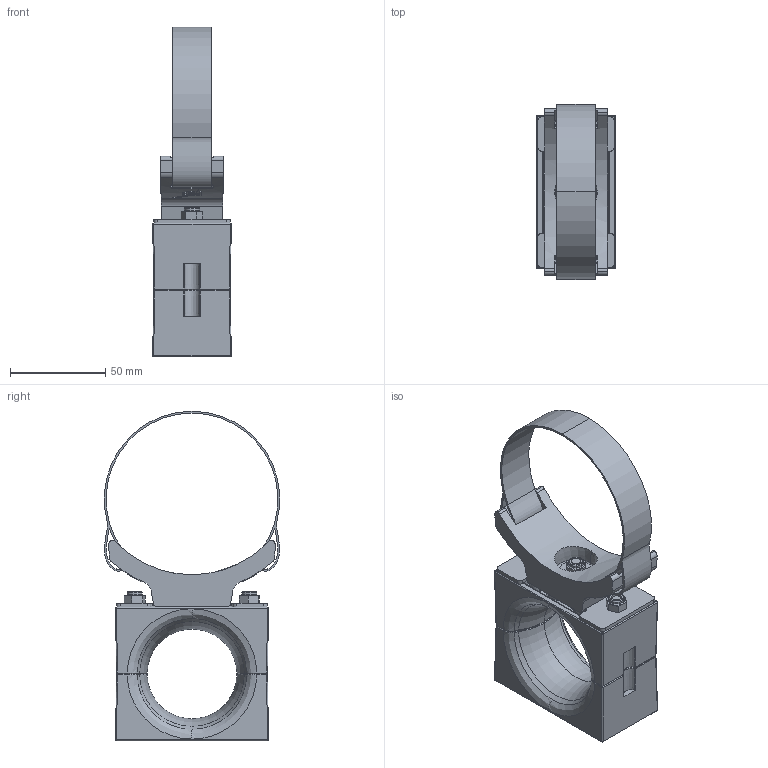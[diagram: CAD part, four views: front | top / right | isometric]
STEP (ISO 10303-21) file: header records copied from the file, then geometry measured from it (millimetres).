
FILE_DESCRIPTION (( 'STEP AP203' ), '1' );
FILE_NAME ('P8241-1.STEP', '2020-11-18T14:46:18', ( '' ), ( '' ), 'SwSTEP 2.0', 'SolidWorks 2019', '' );
FILE_SCHEMA (( 'CONFIG_CONTROL_DESIGN' ));
Length unit declared in the file: millimetre
Products named in the file (1): P8241-1
Bounding box: 41.2 x 91.77 x 172.62 mm (x, y, z)
Volume: 115100.3 mm3; surface area: 72092.1 mm2
Topology: 12 solids, 12 shells, 931 faces, 2326 edges, 1408 vertices
Faces by surface type: bspline 288, plane 254, cylinder 193, torus 80, cone 72, sphere 44
Entity records: 37267 total; most frequent: CARTESIAN_POINT 17230, ORIENTED_EDGE 4548, DIRECTION 3604, EDGE_CURVE 2274, VERTEX_POINT 1408, AXIS2_PLACEMENT_3D 1374, EDGE_LOOP 1004, FACE_OUTER_BOUND 931
